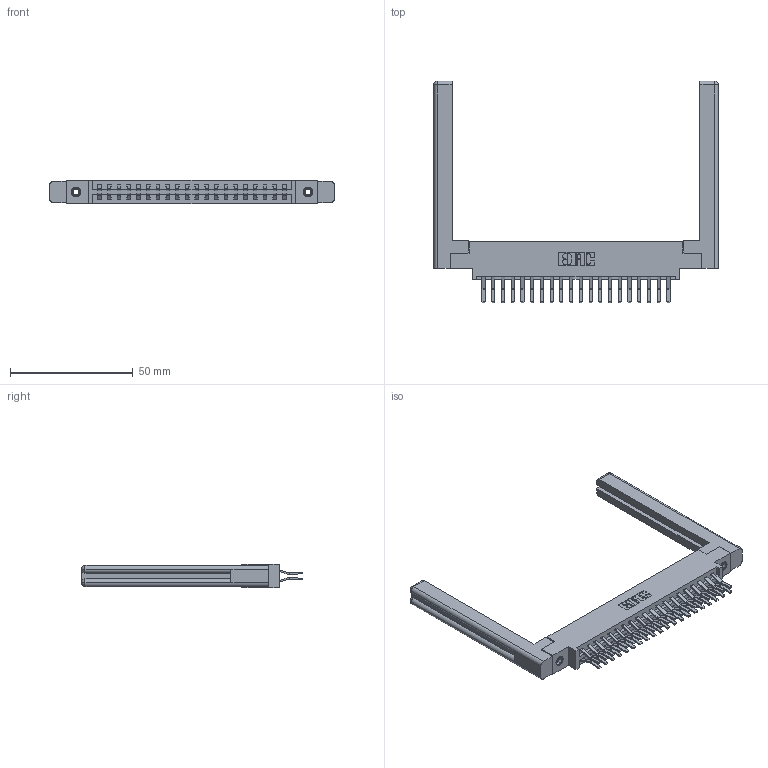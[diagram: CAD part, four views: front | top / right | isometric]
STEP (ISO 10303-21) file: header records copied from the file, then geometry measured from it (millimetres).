
FILE_DESCRIPTION (( 'STEP AP203' ), '1' );
FILE_NAME ('387-040-560-858.STEP', '2019-10-18T03:32:05', ( '' ), ( '' ), 'SwSTEP 2.0', 'SolidWorks 2016', '' );
FILE_SCHEMA (( 'CONFIG_CONTROL_DESIGN' ));
Length unit declared in the file: inch
Products named in the file (5): 345-292-001_560 Tail; 387-040-560-858; 337 Part_0.170 Offset - 0.156 Dia-TI; 307-220-058; 345-250-001_345-250-001-102
Assembly tree (45 placements, depth 2):
  387-040-560-858
    337 Part_0.170 Offset - 0.156 Dia-TI
    345-292-001_560 Tail  x40
    345-250-001_345-250-001-102  x2
    307-220-058  x2
Bounding box: 115.87 x 90.19 x 9.4 mm (x, y, z)
Volume: 19206 mm3; surface area: 19337.7 mm2
Topology: 45 solids, 45 shells, 2500 faces, 7357 edges, 4838 vertices
Faces by surface type: plane 1678, cylinder 798, cone 12, torus 12
Entity records: 21206 total; most frequent: CARTESIAN_POINT 3601, ORIENTED_EDGE 3476, DIRECTION 3122, EDGE_CURVE 1738, LINE 1558, VECTOR 1558, VERTEX_POINT 1150, AXIS2_PLACEMENT_3D 782
